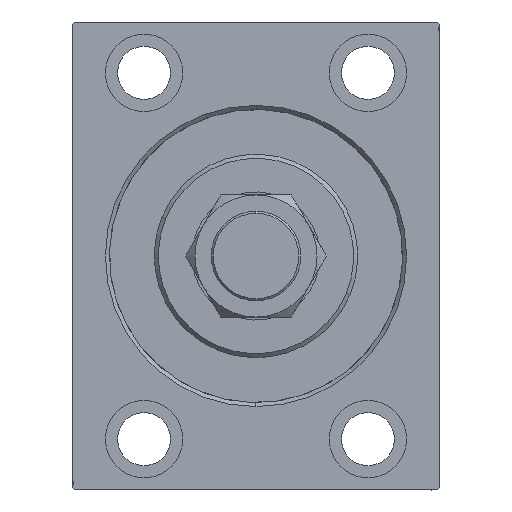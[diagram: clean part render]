
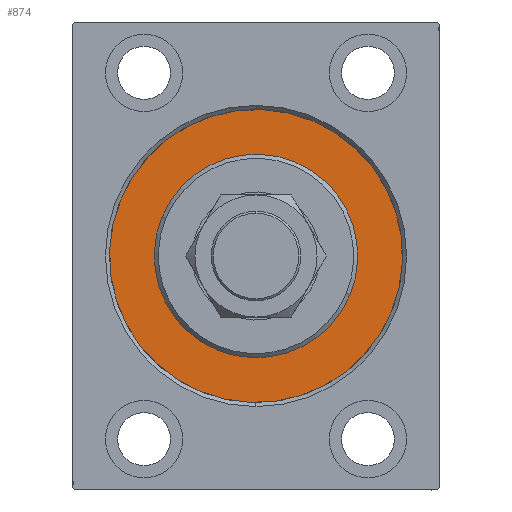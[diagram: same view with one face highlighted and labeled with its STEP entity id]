
A CAD part, left-side view. The second image highlights one B-rep face of the part: STEP entity #874.
In plain terms, the highlighted face is planar.
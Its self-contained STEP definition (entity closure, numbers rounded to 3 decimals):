
#874 = ADVANCED_FACE ( 'NONE', ( #23820, #16829 ), #31067, .F. ) ;
#1521 = VERTEX_POINT ( 'NONE', #43469 ) ;
#1775 = VERTEX_POINT ( 'NONE', #42954 ) ;
#1808 = CIRCLE ( 'NONE', #45124, 36. ) ;
#2131 = AXIS2_PLACEMENT_3D ( 'NONE', #29929, #44167, #12196 ) ;
#8156 = VERTEX_POINT ( 'NONE', #35483 ) ;
#9789 = EDGE_CURVE ( 'NONE', #1521, #1775, #36066, .T. ) ;
#10377 = CIRCLE ( 'NONE', #41665, 25. ) ;
#11112 = DIRECTION ( 'NONE',  ( -1., 0., 0. ) ) ;
#12196 = DIRECTION ( 'NONE',  ( 0., 0., -1. ) ) ;
#14065 = CIRCLE ( 'NONE', #2131, 25. ) ;
#14436 = EDGE_CURVE ( 'NONE', #1775, #1521, #1808, .T. ) ;
#16829 = FACE_OUTER_BOUND ( 'NONE', #23372, .T. ) ;
#19536 = CARTESIAN_POINT ( 'NONE',  ( 0., 0., 0. ) ) ;
#21326 = CARTESIAN_POINT ( 'NONE',  ( 0., 0., 25. ) ) ;
#22278 = ORIENTED_EDGE ( 'NONE', *, *, #30913, .F. ) ;
#23248 = CARTESIAN_POINT ( 'NONE',  ( 0., 0., 0. ) ) ;
#23372 = EDGE_LOOP ( 'NONE', ( #31376, #23570 ) ) ;
#23570 = ORIENTED_EDGE ( 'NONE', *, *, #14436, .F. ) ;
#23820 = FACE_BOUND ( 'NONE', #30307, .T. ) ;
#24223 = ORIENTED_EDGE ( 'NONE', *, *, #28412, .F. ) ;
#25341 = DIRECTION ( 'NONE',  ( 0., 0., 1. ) ) ;
#26984 = DIRECTION ( 'NONE',  ( 0., 0., -1. ) ) ;
#27955 = VERTEX_POINT ( 'NONE', #21326 ) ;
#28020 = DIRECTION ( 'NONE',  ( 0., 0., 1. ) ) ;
#28412 = EDGE_CURVE ( 'NONE', #27955, #8156, #10377, .T. ) ;
#29929 = CARTESIAN_POINT ( 'NONE',  ( 0., 0., 0. ) ) ;
#30307 = EDGE_LOOP ( 'NONE', ( #24223, #22278 ) ) ;
#30473 = DIRECTION ( 'NONE',  ( 0., 0., 1. ) ) ;
#30913 = EDGE_CURVE ( 'NONE', #8156, #27955, #14065, .T. ) ;
#31067 = PLANE ( 'NONE',  #32837 ) ;
#31376 = ORIENTED_EDGE ( 'NONE', *, *, #9789, .F. ) ;
#31602 = AXIS2_PLACEMENT_3D ( 'NONE', #38865, #11112, #25341 ) ;
#32837 = AXIS2_PLACEMENT_3D ( 'NONE', #38505, #35008, #28020 ) ;
#33757 = DIRECTION ( 'NONE',  ( 1., 0., 0. ) ) ;
#35008 = DIRECTION ( 'NONE',  ( -1., 0., 0. ) ) ;
#35483 = CARTESIAN_POINT ( 'NONE',  ( 0., 0., -25. ) ) ;
#36066 = CIRCLE ( 'NONE', #31602, 36. ) ;
#38505 = CARTESIAN_POINT ( 'NONE',  ( 0., 0., 0. ) ) ;
#38865 = CARTESIAN_POINT ( 'NONE',  ( 0., 0., 0. ) ) ;
#41665 = AXIS2_PLACEMENT_3D ( 'NONE', #19536, #33757, #26984 ) ;
#42954 = CARTESIAN_POINT ( 'NONE',  ( 0., 0., 36. ) ) ;
#43469 = CARTESIAN_POINT ( 'NONE',  ( 0., 0., -36. ) ) ;
#44167 = DIRECTION ( 'NONE',  ( 1., 0., 0. ) ) ;
#44257 = DIRECTION ( 'NONE',  ( -1., 0., 0. ) ) ;
#45124 = AXIS2_PLACEMENT_3D ( 'NONE', #23248, #44257, #30473 ) ;
